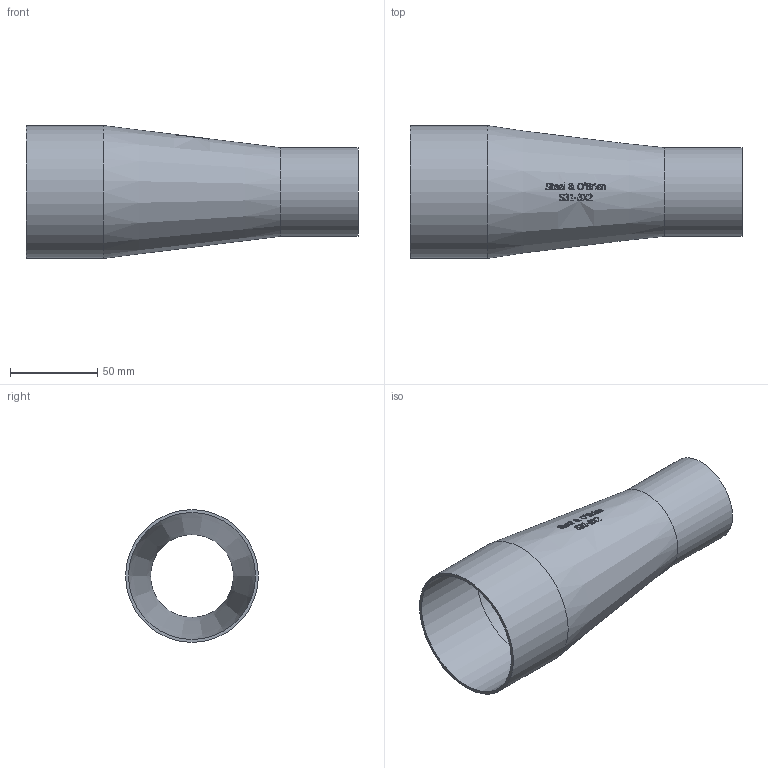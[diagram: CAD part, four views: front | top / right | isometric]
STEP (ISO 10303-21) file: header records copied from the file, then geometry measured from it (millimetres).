
FILE_DESCRIPTION(/* description */ (''),/* implementation_level */ '2;1');
FILE_NAME(/* name */ 'S31-3X2.stp',/* time_stamp */ '2018-11-28T16:00:45-05:00',/* author */ ('rick'),/* organization */ (''),/* preprocessor_version */ 'ST-DEVELOPER v15.2',/* originating_system */ 'Autodesk Inventor 2014',/* authorisation */ '');
FILE_SCHEMA (('AUTOMOTIVE_DESIGN { 1 0 10303 214 3 1 1 }'));
Length unit declared in the file: inch
Products named in the file (1): S31-3X2
Bounding box: 190.5 x 76.2 x 76.2 mm (x, y, z)
Volume: 61103.2 mm3; surface area: 75017.2 mm2
Topology: 1 solids, 1 shells, 354 faces, 968 edges, 645 vertices
Faces by surface type: bspline 185, plane 134, cone 31, cylinder 4
Full cylindrical faces by diameter (mm): 47.498 x1, 50.8 x1, 72.898 x1, 76.2 x1
Entity records: 14543 total; most frequent: CARTESIAN_POINT 6695, ORIENTED_EDGE 1918, DIRECTION 1069, EDGE_CURVE 959, VERTEX_POINT 642, LINE 437, VECTOR 437, EDGE_LOOP 391
